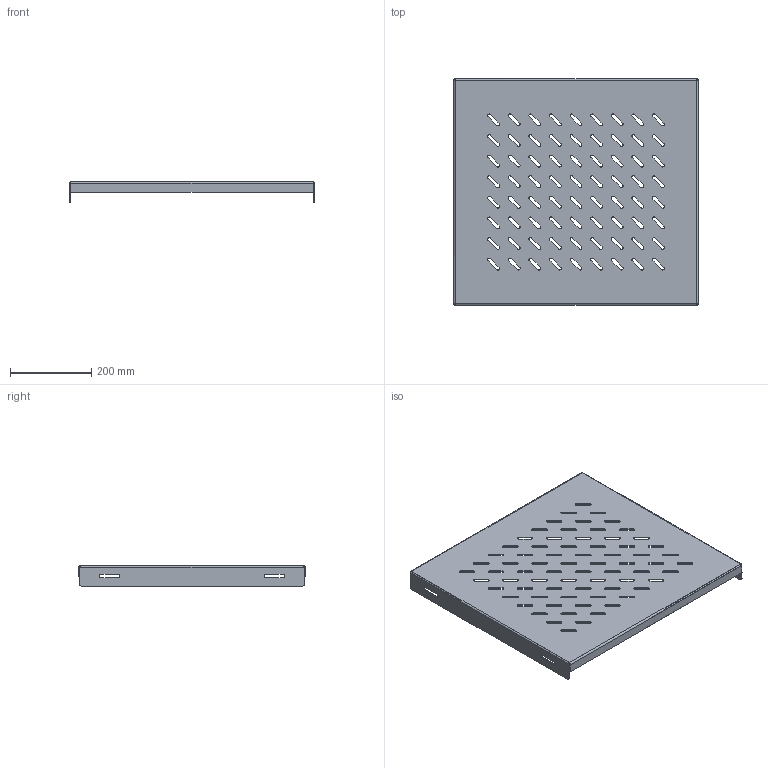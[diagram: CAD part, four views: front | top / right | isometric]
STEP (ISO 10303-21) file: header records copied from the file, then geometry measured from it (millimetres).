
FILE_DESCRIPTION (( 'STEP AP203' ), '1' );
FILE_NAME ('SCE-22VESTS.step', '2021-01-08T15:35:43', ( 'ADC123' ), ( 'Microsoft' ), 'SwSTEP 2.0', 'SolidWorks 2019', '' );
FILE_SCHEMA (( 'CONFIG_CONTROL_DESIGN' ));
Length unit declared in the file: inch
Products named in the file (1): SCE-22VESTS
Bounding box: 603.25 x 558.8 x 50.8 mm (x, y, z)
Volume: 780519 mm3; surface area: 806136.2 mm2
Topology: 1 solids, 1 shells, 350 faces, 1012 edges, 664 vertices
Faces by surface type: plane 174, cylinder 168, bspline 8
Entity records: 12403 total; most frequent: CARTESIAN_POINT 2563, ORIENTED_EDGE 2024, DIRECTION 2002, EDGE_CURVE 1012, VECTOR 676, LINE 676, VERTEX_POINT 664, AXIS2_PLACEMENT_3D 663
